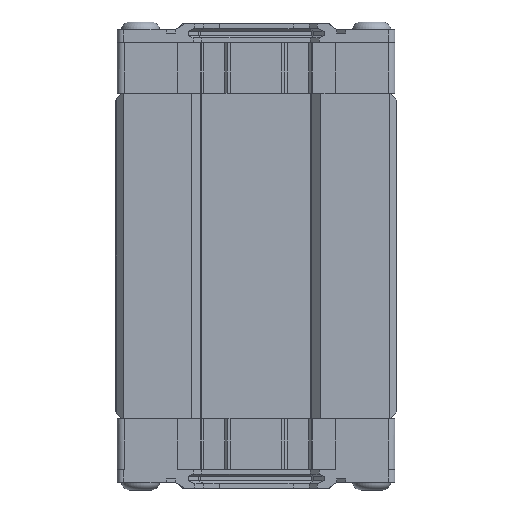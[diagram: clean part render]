
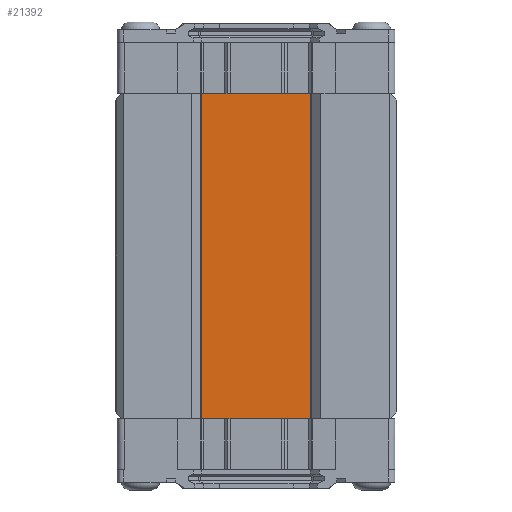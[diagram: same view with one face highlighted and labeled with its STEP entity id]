
A CAD part, front view. The second image highlights one B-rep face of the part: STEP entity #21392.
In plain terms, the highlighted planar face has unit normal (0, -1, 0).
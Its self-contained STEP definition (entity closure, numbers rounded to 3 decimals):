
#769=FACE_OUTER_BOUND('',#1987,.T.);
#1987=EDGE_LOOP('',(#13605,#13606,#13607,#13608,#13609,#13610,#13611,#13612));
#3966=LINE('',#30358,#6200);
#4038=LINE('',#30591,#6272);
#4082=LINE('',#30692,#6316);
#4083=LINE('',#30693,#6317);
#4084=LINE('',#30695,#6318);
#4085=LINE('',#30697,#6319);
#4086=LINE('',#30698,#6320);
#4087=LINE('',#30699,#6321);
#6200=VECTOR('',#24490,16.2);
#6272=VECTOR('',#24674,16.208);
#6316=VECTOR('',#24744,48.5);
#6317=VECTOR('',#24745,0.075);
#6318=VECTOR('',#24746,0.075);
#6319=VECTOR('',#24747,48.5);
#6320=VECTOR('',#24748,0.071);
#6321=VECTOR('',#24749,0.071);
#8440=VERTEX_POINT('',#30323);
#8457=VERTEX_POINT('',#30356);
#8561=VERTEX_POINT('',#30588);
#8562=VERTEX_POINT('',#30590);
#8605=VERTEX_POINT('',#30690);
#8606=VERTEX_POINT('',#30691);
#8607=VERTEX_POINT('',#30694);
#8608=VERTEX_POINT('',#30696);
#10419=EDGE_CURVE('',#8457,#8440,#3966,.T.);
#10529=EDGE_CURVE('',#8562,#8561,#4038,.T.);
#10578=EDGE_CURVE('',#8605,#8606,#4082,.T.);
#10579=EDGE_CURVE('',#8440,#8605,#4083,.T.);
#10580=EDGE_CURVE('',#8607,#8457,#4084,.T.);
#10581=EDGE_CURVE('',#8608,#8607,#4085,.T.);
#10582=EDGE_CURVE('',#8562,#8608,#4086,.T.);
#10583=EDGE_CURVE('',#8606,#8561,#4087,.T.);
#13605=ORIENTED_EDGE('',*,*,#10578,.F.);
#13606=ORIENTED_EDGE('',*,*,#10579,.F.);
#13607=ORIENTED_EDGE('',*,*,#10419,.F.);
#13608=ORIENTED_EDGE('',*,*,#10580,.F.);
#13609=ORIENTED_EDGE('',*,*,#10581,.F.);
#13610=ORIENTED_EDGE('',*,*,#10582,.F.);
#13611=ORIENTED_EDGE('',*,*,#10529,.T.);
#13612=ORIENTED_EDGE('',*,*,#10583,.F.);
#19364=PLANE('',#22681);
#21392=ADVANCED_FACE('',(#769),#19364,.F.);
#22681=AXIS2_PLACEMENT_3D('',#30689,#24742,#24743);
#24490=DIRECTION('',(1.,0.,0.));
#24674=DIRECTION('',(1.,0.,0.));
#24742=DIRECTION('center_axis',(0.,1.,0.));
#24743=DIRECTION('ref_axis',(0.,0.,1.));
#24744=DIRECTION('',(0.,0.,-1.));
#24745=DIRECTION('',(1.,0.,0.));
#24746=DIRECTION('',(1.,0.,0.));
#24747=DIRECTION('',(0.,0.,1.));
#24748=DIRECTION('',(-1.,0.,0.));
#24749=DIRECTION('',(-1.,0.,0.));
#30323=CARTESIAN_POINT('',(8.1,2.897,24.25));
#30356=CARTESIAN_POINT('',(-8.1,2.897,24.25));
#30358=CARTESIAN_POINT('',(0.,2.897,24.25));
#30588=CARTESIAN_POINT('',(8.104,2.897,-24.25));
#30590=CARTESIAN_POINT('',(-8.104,2.897,-24.25));
#30591=CARTESIAN_POINT('',(0.,2.897,-24.25));
#30689=CARTESIAN_POINT('Origin',(8.175,2.897,24.25));
#30690=CARTESIAN_POINT('',(8.175,2.897,24.25));
#30691=CARTESIAN_POINT('',(8.175,2.897,-24.25));
#30692=CARTESIAN_POINT('',(8.175,2.897,24.25));
#30693=CARTESIAN_POINT('',(4.067,2.897,24.25));
#30694=CARTESIAN_POINT('',(-8.175,2.897,24.25));
#30695=CARTESIAN_POINT('',(4.067,2.897,24.25));
#30696=CARTESIAN_POINT('',(-8.175,2.897,-24.25));
#30697=CARTESIAN_POINT('',(-8.175,2.897,24.25));
#30698=CARTESIAN_POINT('',(4.108,2.897,-24.25));
#30699=CARTESIAN_POINT('',(4.108,2.897,-24.25));
